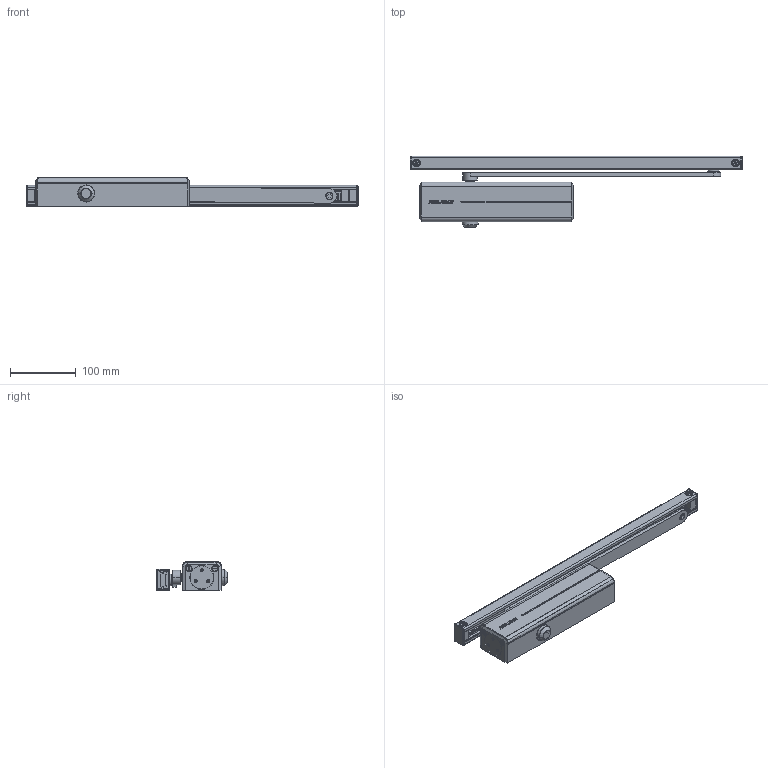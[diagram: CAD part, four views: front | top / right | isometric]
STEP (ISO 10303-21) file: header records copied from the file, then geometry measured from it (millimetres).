
FILE_DESCRIPTION (( 'STEP AP214' ), '1' );
FILE_NAME ('DC135-CORRECT_edit.STEP', '2020-10-15T11:26:32', ( '' ), ( '' ), 'SwSTEP 2.0', 'SolidWorks 2019', '' );
FILE_SCHEMA (( 'AUTOMOTIVE_DESIGN' ));
Length unit declared in the file: millimetre
Products named in the file (11): DC300H.30.01 ________.STEP; DC300H.30-06  ______..STEP; DC140H.30.02 ______.STEP; DC300H.30-07  0.6 ______.STEP; cross recessed countersunk head screws gb2_GB_CROSS_SCREWS_TYPE10 M5X30-27.3-H1-S.STEP; DC135-CORRECT.STEP; DC300H.30-03  ____ .STEP; DC300H.30-04  ____..STEP; dc135-01(N__.STEP; DC300H.30-05.STEP; DC135-CORRECT_edit
Assembly tree (12 placements, depth 4):
  DC135-CORRECT_edit
    DC135-CORRECT.STEP
      DC300H.30.01 ________.STEP
        DC300H.30-04  ____..STEP
        DC300H.30-06  ______..STEP
        DC300H.30-07  0.6 ______.STEP
      DC140H.30.02 ______.STEP
      DC300H.30-03  ____ .STEP
      DC300H.30-05.STEP  x2
      dc135-01(N__.STEP
      cross recessed countersunk head screws gb2_GB_CROSS_SCREWS_TYPE10 M5X30-27.3-H1-S.STEP  x2
Bounding box: 505 x 108.5 x 43.95 mm (x, y, z)
Volume: 553441.1 mm3; surface area: 231910.8 mm2
Topology: 10 solids, 13 shells, 2493 faces, 6141 edges, 3686 vertices
Faces by surface type: cylinder 792, plane 667, cone 537, bspline 380, torus 93, sphere 24
Entity records: 74022 total; most frequent: CARTESIAN_POINT 28321, ORIENTED_EDGE 10072, DIRECTION 8595, EDGE_CURVE 5036, VERTEX_POINT 3128, AXIS2_PLACEMENT_3D 3098, LINE 2399, VECTOR 2399
